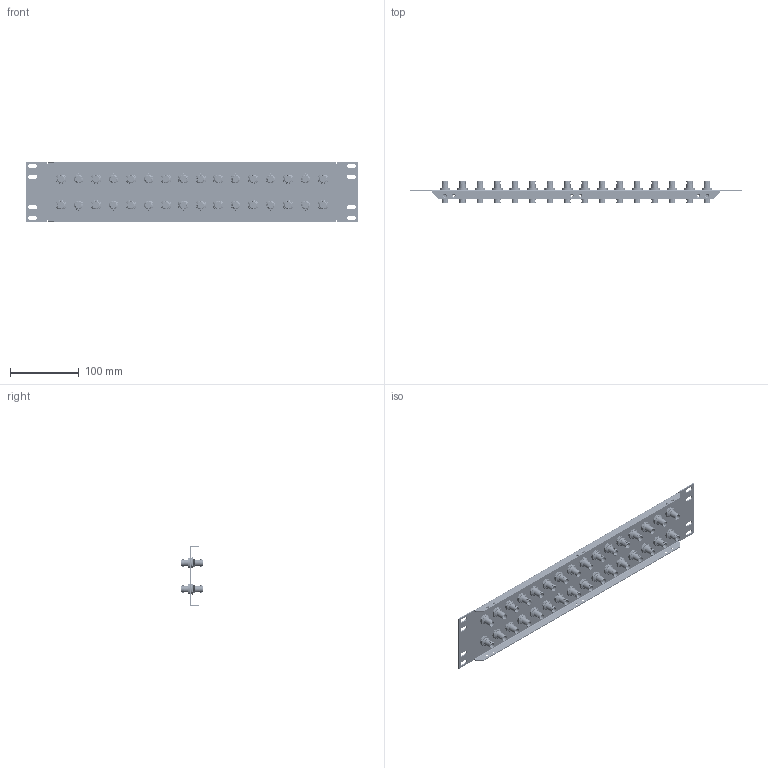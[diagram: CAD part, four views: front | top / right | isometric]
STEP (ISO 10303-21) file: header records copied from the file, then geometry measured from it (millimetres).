
FILE_DESCRIPTION (( 'STEP AP214' ), '1' );
FILE_NAME ('PR35B3275BLK.STEP', '2017-05-25T14:31:50', ( 'L-Com' ), ( 'L-Com Global Connectivity' ), 'SwSTEP 2.0', 'SolidWorks 2014', '' );
FILE_SCHEMA (( 'AUTOMOTIVE_DESIGN' ));
Length unit declared in the file: inch
Products named in the file (6): BA039_.06" OFFSET; 3AA03-005; 3AA02-008; BA039; PR35-32-MA1; PR35B3275BLK
Assembly tree (36 placements, depth 3):
  PR35B3275BLK
    PR35-32-MA1
    BA039_.06" OFFSET  x32
      BA039
      3AA02-008
      3AA03-005
Bounding box: 482.6 x 32.61 x 88.39 mm (x, y, z)
Volume: 139172.5 mm3; surface area: 188749.1 mm2
Topology: 97 solids, 97 shells, 8985 faces, 23230 edges, 14940 vertices
Faces by surface type: plane 3565, cylinder 3052, cone 1880, bspline 360, torus 128
Entity records: 67337 total; most frequent: CARTESIAN_POINT 26544, ORIENTED_EDGE 6780, DIRECTION 4927, EDGE_CURVE 3390, VERTEX_POINT 2230, LINE 2181, VECTOR 2181, EDGE_LOOP 1472
